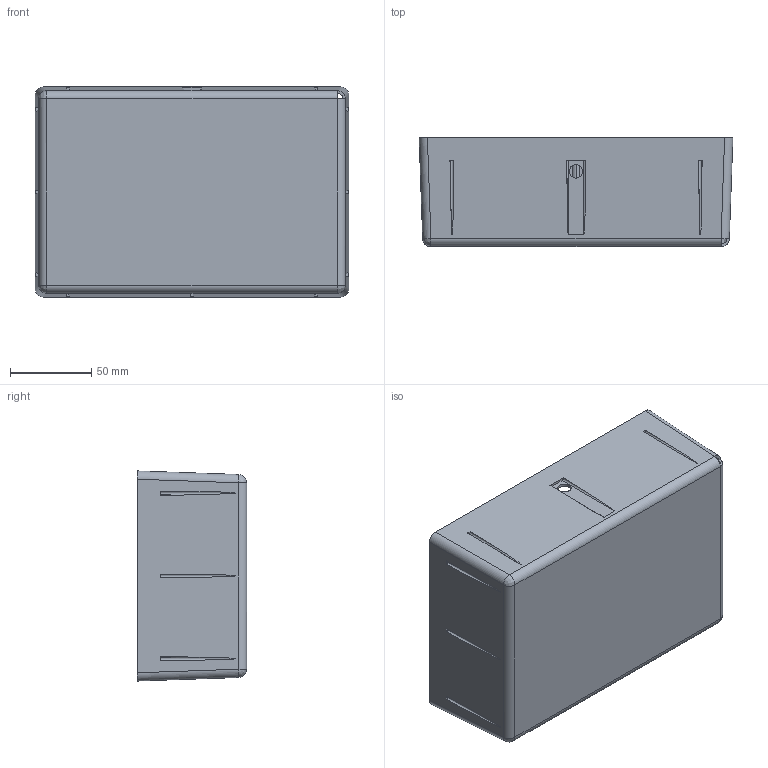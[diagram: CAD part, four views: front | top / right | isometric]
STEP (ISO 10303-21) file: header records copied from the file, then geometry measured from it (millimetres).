
FILE_DESCRIPTION (( 'STEP AP214' ), '1' );
FILE_NAME ('1120 new bottom.STEP', '2015-11-15T17:01:16', ( '' ), ( '' ), 'SwSTEP 2.0', 'SolidWorks 2014', '' );
FILE_SCHEMA (( 'AUTOMOTIVE_DESIGN' ));
Length unit declared in the file: inch
Products named in the file (1): 1120 new bottom
Bounding box: 192.53 x 67.06 x 128.9 mm (x, y, z)
Volume: 96444 mm3; surface area: 127648.3 mm2
Topology: 1 solids, 1 shells, 115 faces, 227 edges, 136 vertices
Faces by surface type: cylinder 60, plane 43, bspline 12
Entity records: 3789 total; most frequent: CARTESIAN_POINT 1546, ORIENTED_EDGE 454, DIRECTION 431, EDGE_CURVE 227, AXIS2_PLACEMENT_3D 169, EDGE_LOOP 141, VERTEX_POINT 136, ADVANCED_FACE 115
